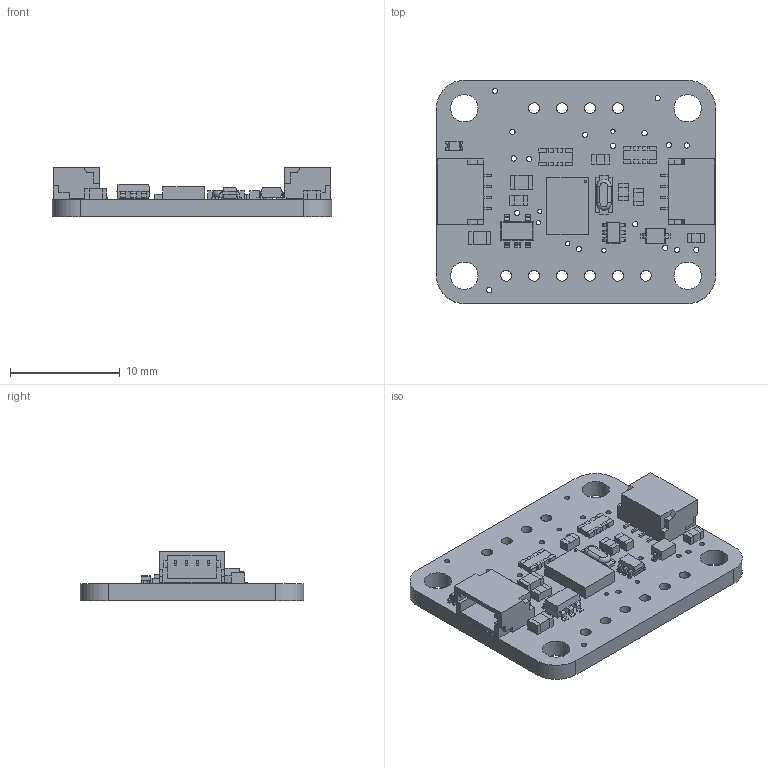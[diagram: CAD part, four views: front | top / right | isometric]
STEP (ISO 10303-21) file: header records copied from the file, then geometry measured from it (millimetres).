
FILE_DESCRIPTION(/* description */ (''),/* implementation_level */ '2;1');
FILE_NAME(/* name */ 'PCB Component.step',/* time_stamp */ '2022-10-18T12:30:24-04:00',/* author */ (''),/* organization */ (''),/* preprocessor_version */ 'ST-DEVELOPER v19',/* originating_system */ 'Autodesk Translation Framework v11.7.0.108',/* authorisation */ '');
FILE_SCHEMA (('AUTOMOTIVE_DESIGN { 1 0 10303 214 3 1 1 }'));
Length unit declared in the file: millimetre
Products named in the file (12): PCB Component; Board; BNO055; 10K; 1n4148; 10uF; AP2112K-3.3; 10K_1; BSS138; STEMMA_I2C_QT; GREEN; 32.768
Assembly tree (18 placements, depth 2):
  PCB Component
    Board
    BNO055
    10K  x5
    1n4148
    10uF  x2
    AP2112K-3.3
    10K_1  x2
    BSS138
    STEMMA_I2C_QT  x2
    GREEN
    32.768
Bounding box: 25.4 x 20.32 x 4.53 mm (x, y, z)
Volume: 891.8 mm3; surface area: 1833.5 mm2
Topology: 52 solids, 52 shells, 1089 faces, 2777 edges, 1832 vertices
Faces by surface type: plane 970, cylinder 113, bspline 4, torus 2
Full cylindrical faces by diameter (mm): 0.214 x2, 0.394 x5, 0.483 x26, 1 x10, 2.5 x4
Entity records: 26688 total; most frequent: CARTESIAN_POINT 4581, ORIENTED_EDGE 4346, DIRECTION 4199, EDGE_CURVE 2173, LINE 1927, VECTOR 1927, VERTEX_POINT 1430, AXIS2_PLACEMENT_3D 1136
